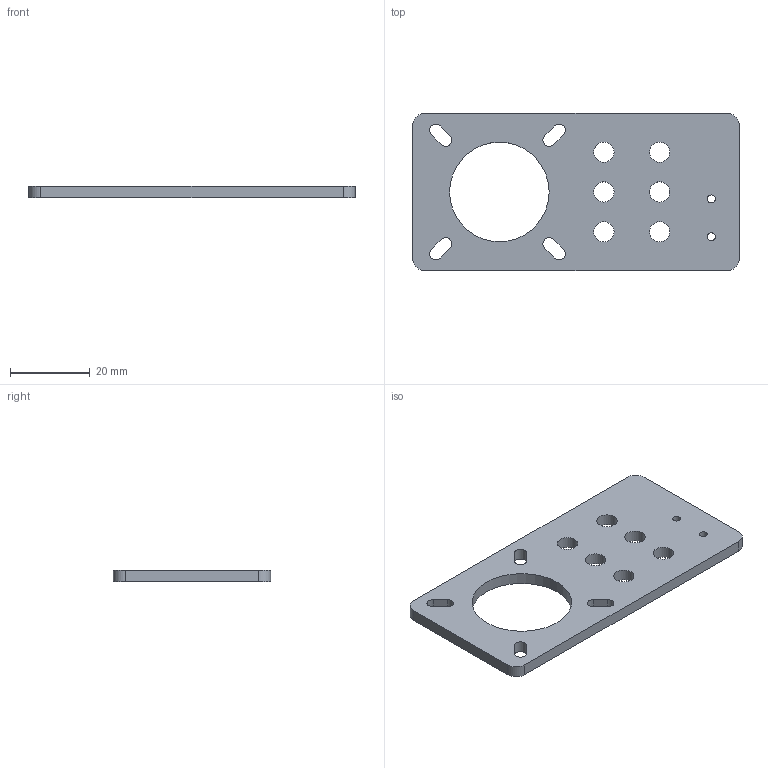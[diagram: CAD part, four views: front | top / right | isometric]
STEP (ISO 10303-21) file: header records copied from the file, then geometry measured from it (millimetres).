
FILE_DESCRIPTION( ( '' ), ' ' );
FILE_NAME( '57b42d0fe4b08d2229dc8340.step', '2016-08-17T09:23:28', ( '' ), ( '' ), ' ', ' ', ' ' );
FILE_SCHEMA( ( 'AUTOMOTIVE_DESIGN { 1 0 10303 214 1 1 1 1 }' ) );
Length unit declared in the file: metre
Products named in the file (1): FLM_motor mount plate x-axis
Bounding box: 82 x 39.5 x 3 mm (x, y, z)
Volume: 7612.6 mm3; surface area: 6552 mm2
Topology: 1 solids, 1 shells, 35 faces, 99 edges, 66 vertices
Faces by surface type: cylinder 21, plane 14
Full cylindrical faces by diameter (mm): 2 x2, 5.1 x6, 25 x1
Entity records: 1458 total; most frequent: DIRECTION 204, CARTESIAN_POINT 192, ORIENTED_EDGE 180, EDGE_CURVE 90, AXIS2_PLACEMENT_3D 78, EDGE_LOOP 70, VERTEX_POINT 66, LINE 48
